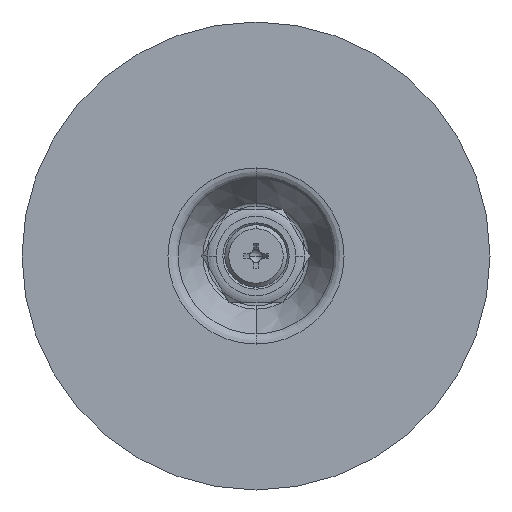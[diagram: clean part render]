
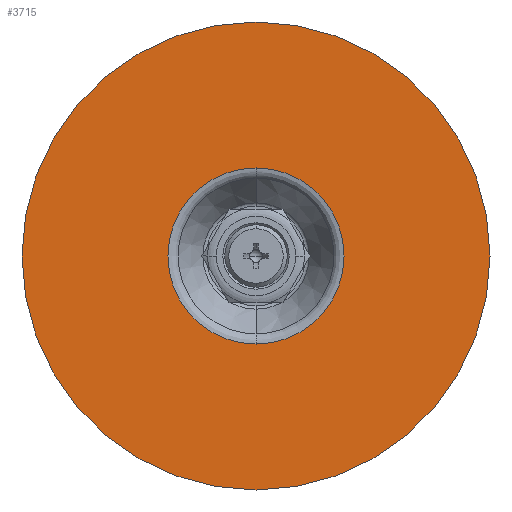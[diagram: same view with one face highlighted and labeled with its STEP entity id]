
A CAD part, front view. The second image highlights one B-rep face of the part: STEP entity #3715.
In plain terms, the highlighted planar face has unit normal (0, -1, 0).
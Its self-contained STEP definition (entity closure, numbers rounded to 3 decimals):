
#102 = ORIENTED_EDGE ( 'NONE', *, *, #3934, .F. ) ;
#161 = CARTESIAN_POINT ( 'NONE',  ( 0., 0., 60. ) ) ;
#218 = DIRECTION ( 'NONE',  ( 0., -1., 0. ) ) ;
#405 = CARTESIAN_POINT ( 'NONE',  ( -60., 0., 0. ) ) ;
#483 = DIRECTION ( 'NONE',  ( 0., 0., -1. ) ) ;
#528 = EDGE_CURVE ( 'NONE', #4109, #2269, #3401, .T. ) ;
#550 = AXIS2_PLACEMENT_3D ( 'NONE', #405, #4366, #3928 ) ;
#644 = CARTESIAN_POINT ( 'NONE',  ( 0., 0., 0. ) ) ;
#649 = AXIS2_PLACEMENT_3D ( 'NONE', #644, #218, #4185 ) ;
#845 = ORIENTED_EDGE ( 'NONE', *, *, #1820, .F. ) ;
#846 = PLANE ( 'NONE',  #550 ) ;
#866 = AXIS2_PLACEMENT_3D ( 'NONE', #1851, #1407, #955 ) ;
#922 = DIRECTION ( 'NONE',  ( 0., -1., 0. ) ) ;
#955 = DIRECTION ( 'NONE',  ( 0., 0., -1. ) ) ;
#1361 = CARTESIAN_POINT ( 'NONE',  ( 0., 0., 0. ) ) ;
#1407 = DIRECTION ( 'NONE',  ( 0., -1., 0. ) ) ;
#1534 = AXIS2_PLACEMENT_3D ( 'NONE', #1361, #922, #483 ) ;
#1749 = EDGE_LOOP ( 'NONE', ( #845, #102 ) ) ;
#1758 = VERTEX_POINT ( 'NONE', #3574 ) ;
#1820 = EDGE_CURVE ( 'NONE', #1758, #2116, #3792, .T. ) ;
#1851 = CARTESIAN_POINT ( 'NONE',  ( 0., 0., 0. ) ) ;
#2027 = CIRCLE ( 'NONE', #2381, 22.578 ) ;
#2116 = VERTEX_POINT ( 'NONE', #2579 ) ;
#2269 = VERTEX_POINT ( 'NONE', #2619 ) ;
#2381 = AXIS2_PLACEMENT_3D ( 'NONE', #3402, #2940, #2467 ) ;
#2456 = FACE_OUTER_BOUND ( 'NONE', #3544, .T. ) ;
#2467 = DIRECTION ( 'NONE',  ( 0., 0., -1. ) ) ;
#2579 = CARTESIAN_POINT ( 'NONE',  ( 0., 0., 22.578 ) ) ;
#2619 = CARTESIAN_POINT ( 'NONE',  ( 0., 0., -60. ) ) ;
#2734 = CIRCLE ( 'NONE', #866, 60. ) ;
#2781 = ORIENTED_EDGE ( 'NONE', *, *, #4234, .T. ) ;
#2782 = ORIENTED_EDGE ( 'NONE', *, *, #528, .T. ) ;
#2940 = DIRECTION ( 'NONE',  ( 0., -1., 0. ) ) ;
#2960 = FACE_BOUND ( 'NONE', #1749, .T. ) ;
#3401 = CIRCLE ( 'NONE', #1534, 60. ) ;
#3402 = CARTESIAN_POINT ( 'NONE',  ( 0., 0., 0. ) ) ;
#3544 = EDGE_LOOP ( 'NONE', ( #2781, #2782 ) ) ;
#3574 = CARTESIAN_POINT ( 'NONE',  ( 0., 0., -22.578 ) ) ;
#3715 = ADVANCED_FACE ( 'NONE', ( #2960, #2456 ), #846, .F. ) ;
#3792 = CIRCLE ( 'NONE', #649, 22.578 ) ;
#3928 = DIRECTION ( 'NONE',  ( 0., 0., 1. ) ) ;
#3934 = EDGE_CURVE ( 'NONE', #2116, #1758, #2027, .T. ) ;
#4109 = VERTEX_POINT ( 'NONE', #161 ) ;
#4185 = DIRECTION ( 'NONE',  ( 0., 0., -1. ) ) ;
#4234 = EDGE_CURVE ( 'NONE', #2269, #4109, #2734, .T. ) ;
#4366 = DIRECTION ( 'NONE',  ( 0., 1., 0. ) ) ;
